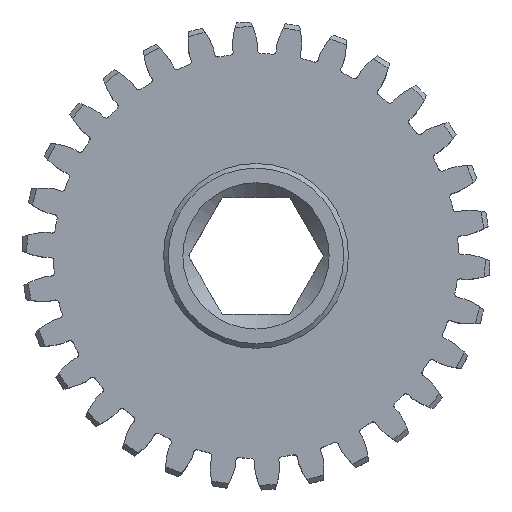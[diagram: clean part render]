
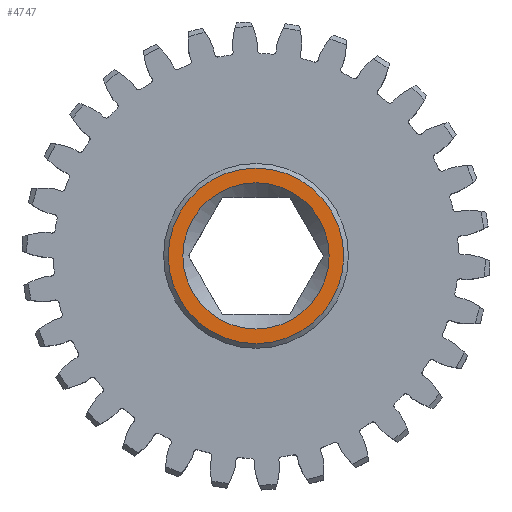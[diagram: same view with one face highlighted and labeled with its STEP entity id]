
A CAD part, top view. The second image highlights one B-rep face of the part: STEP entity #4747.
In plain terms, the highlighted planar face has unit normal (0, 0, 1).
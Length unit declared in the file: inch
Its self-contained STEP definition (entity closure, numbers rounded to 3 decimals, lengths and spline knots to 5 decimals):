
#1079 = AXIS2_PLACEMENT_3D ( 'NONE', #1714, #5099, #8476 ) ;
#1714 = CARTESIAN_POINT ( 'NONE',  ( 0., 0., 0.02 ) ) ;
#1941 = CARTESIAN_POINT ( 'NONE',  ( 0.375, 0., 0.02 ) ) ;
#2261 = DIRECTION ( 'NONE',  ( 0., 0., 1. ) ) ;
#2469 = ORIENTED_EDGE ( 'NONE', *, *, #5452, .F. ) ;
#2777 = VERTEX_POINT ( 'NONE', #6153 ) ;
#3073 = CIRCLE ( 'NONE', #9261, 0.3125 ) ;
#3220 = CARTESIAN_POINT ( 'NONE',  ( 0., 0., 0.02 ) ) ;
#4021 = ORIENTED_EDGE ( 'NONE', *, *, #6990, .T. ) ;
#4054 = FACE_BOUND ( 'NONE', #4340, .T. ) ;
#4340 = EDGE_LOOP ( 'NONE', ( #2469 ) ) ;
#4747 = ADVANCED_FACE ( 'NONE', ( #4054, #7432 ), #10804, .T. ) ;
#5099 = DIRECTION ( 'NONE',  ( 0., 0., 1. ) ) ;
#5134 = AXIS2_PLACEMENT_3D ( 'NONE', #3220, #6599, #9983 ) ;
#5452 = EDGE_CURVE ( 'NONE', #2777, #2777, #3073, .T. ) ;
#5637 = DIRECTION ( 'NONE',  ( 1., 0., 0. ) ) ;
#5857 = CIRCLE ( 'NONE', #1079, 0.375 ) ;
#6153 = CARTESIAN_POINT ( 'NONE',  ( 0.3125, 0., 0.02 ) ) ;
#6599 = DIRECTION ( 'NONE',  ( 0., 0., 1. ) ) ;
#6990 = EDGE_CURVE ( 'NONE', #9536, #9536, #5857, .T. ) ;
#7432 = FACE_OUTER_BOUND ( 'NONE', #8325, .T. ) ;
#8325 = EDGE_LOOP ( 'NONE', ( #4021 ) ) ;
#8476 = DIRECTION ( 'NONE',  ( 1., 0., 0. ) ) ;
#9261 = AXIS2_PLACEMENT_3D ( 'NONE', #9856, #2261, #5637 ) ;
#9536 = VERTEX_POINT ( 'NONE', #1941 ) ;
#9856 = CARTESIAN_POINT ( 'NONE',  ( 0., 0., 0.02 ) ) ;
#9983 = DIRECTION ( 'NONE',  ( 1., 0., 0. ) ) ;
#10804 = PLANE ( 'NONE',  #5134 ) ;
